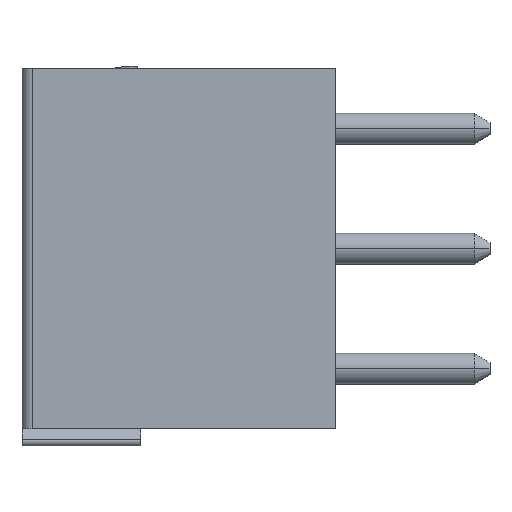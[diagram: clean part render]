
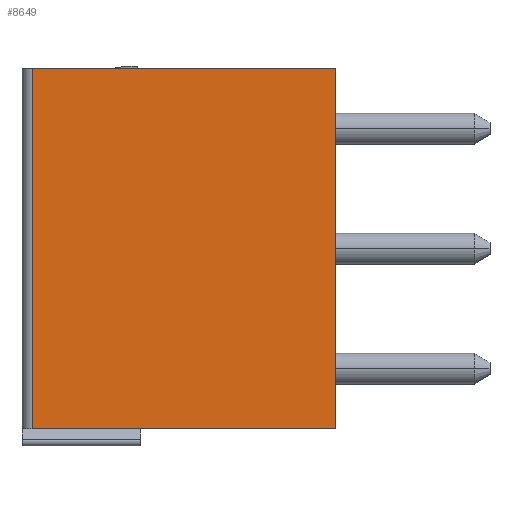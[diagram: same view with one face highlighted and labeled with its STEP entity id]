
A CAD part, left-side view. The second image highlights one B-rep face of the part: STEP entity #8649.
In plain terms, the highlighted planar face has unit normal (-1, 0, 0).
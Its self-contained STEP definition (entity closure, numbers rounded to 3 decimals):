
#50=DIRECTION('',(0.,1.,0.));
#51=VECTOR('',#50,8.85);
#52=CARTESIAN_POINT('',(-3.5,-4.575,-8.75));
#53=LINE('',#52,#51);
#942=DIRECTION('',(0.,1.,0.));
#943=VECTOR('',#942,8.85);
#944=CARTESIAN_POINT('',(-3.5,-4.575,1.75));
#945=LINE('',#944,#943);
#2143=DIRECTION('',(0.,0.,-1.));
#2144=VECTOR('',#2143,10.5);
#2145=CARTESIAN_POINT('',(-3.5,-4.575,1.75));
#2146=LINE('',#2145,#2144);
#2887=DIRECTION('',(0.,0.,-1.));
#2888=VECTOR('',#2887,10.5);
#2889=CARTESIAN_POINT('',(-3.5,4.275,1.75));
#2890=LINE('',#2889,#2888);
#3743=CARTESIAN_POINT('',(-3.5,4.275,-8.75));
#3745=VERTEX_POINT('',#3743);
#3747=CARTESIAN_POINT('',(-3.5,-4.575,-8.75));
#3748=VERTEX_POINT('',#3747);
#3763=CARTESIAN_POINT('',(-3.5,4.275,1.75));
#3765=VERTEX_POINT('',#3763);
#3767=CARTESIAN_POINT('',(-3.5,-4.575,1.75));
#3768=VERTEX_POINT('',#3767);
#8637=CARTESIAN_POINT('',(-3.5,4.275,-8.75));
#8638=DIRECTION('',(-1.,0.,0.));
#8639=DIRECTION('',(0.,-1.,0.));
#8640=AXIS2_PLACEMENT_3D('',#8637,#8638,#8639);
#8641=PLANE('',#8640);
#8642=ORIENTED_EDGE('',*,*,#4862,.T.);
#8644=ORIENTED_EDGE('',*,*,#8643,.F.);
#8645=ORIENTED_EDGE('',*,*,#5948,.F.);
#8646=ORIENTED_EDGE('',*,*,#7567,.T.);
#8647=EDGE_LOOP('',(#8642,#8644,#8645,#8646));
#8648=FACE_OUTER_BOUND('',#8647,.F.);
#4862=EDGE_CURVE('',#3748,#3745,#53,.T.);
#5948=EDGE_CURVE('',#3768,#3765,#945,.T.);
#7567=EDGE_CURVE('',#3768,#3748,#2146,.T.);
#8643=EDGE_CURVE('',#3765,#3745,#2890,.T.);
#8649=ADVANCED_FACE('',(#8648),#8641,.T.);
